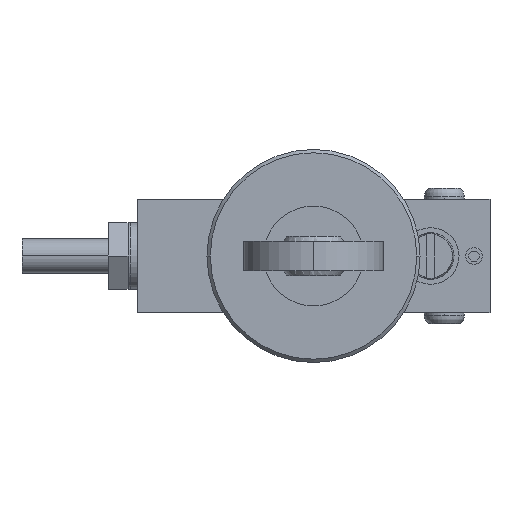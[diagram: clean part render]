
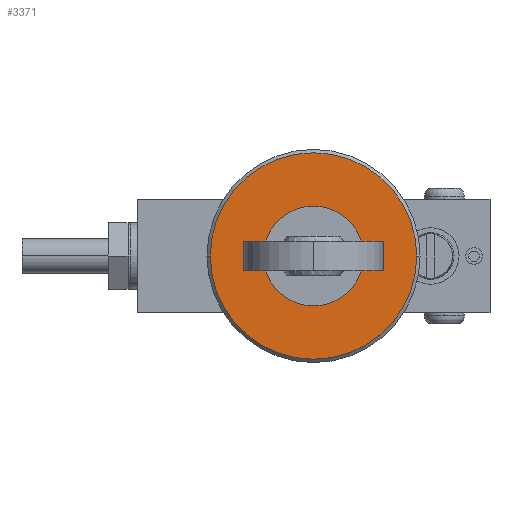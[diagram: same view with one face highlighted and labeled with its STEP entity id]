
A CAD part, front view. The second image highlights one B-rep face of the part: STEP entity #3371.
In plain terms, the highlighted planar face has unit normal (0, -1, 0).
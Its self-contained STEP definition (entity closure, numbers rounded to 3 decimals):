
#3371=ADVANCED_FACE('0:3239',(#6837,#6838),#6839,.T.);
#6837=FACE_BOUND('',#10661,.T.);
#6838=FACE_OUTER_BOUND('',#10662,.T.);
#6839=PLANE('',#10663);
#10661=EDGE_LOOP('',(#19734,#19735));
#10662=EDGE_LOOP('',(#19736,#19737));
#10663=AXIS2_PLACEMENT_3D('',#19738,#19739,#19740);
#19734=ORIENTED_EDGE('',*,*,#26486,.T.);
#19735=ORIENTED_EDGE('',*,*,#26487,.T.);
#19736=ORIENTED_EDGE('',*,*,#24055,.F.);
#19737=ORIENTED_EDGE('',*,*,#25795,.F.);
#19738=CARTESIAN_POINT('',(-11.75,0.0,0.0));
#19739=DIRECTION('',(0.0,-1.0,0.0));
#19740=DIRECTION('',(1.0,0.0,-0.0));
#24055=EDGE_CURVE('0:3492',#29004,#29000,#29006,.T.);
#25795=EDGE_CURVE('',#29000,#29004,#31672,.T.);
#26486=EDGE_CURVE('0:3269',#32544,#32545,#32546,.T.);
#26487=EDGE_CURVE('',#32545,#32544,#32547,.T.);
#29000=VERTEX_POINT('',#36325);
#29004=VERTEX_POINT('',#36330);
#29006=CIRCLE('',#36333,15.5);
#31672=CIRCLE('',#40894,15.5);
#32544=VERTEX_POINT('',#42274);
#32545=VERTEX_POINT('',#42275);
#32546=CIRCLE('',#42276,7.5);
#32547=CIRCLE('',#42277,7.5);
#36325=CARTESIAN_POINT('',(15.5,0.0,0.));
#36330=CARTESIAN_POINT('',(-15.5,0.0,0.));
#36333=AXIS2_PLACEMENT_3D('',#44255,#44256,#44257);
#40894=AXIS2_PLACEMENT_3D('',#45877,#45878,#45879);
#42274=CARTESIAN_POINT('',(-7.5,0.0,0.0));
#42275=CARTESIAN_POINT('',(7.5,0.0,0.));
#42276=AXIS2_PLACEMENT_3D('',#46438,#46439,#46440);
#42277=AXIS2_PLACEMENT_3D('',#46441,#46442,#46443);
#44255=CARTESIAN_POINT('',(0.0,0.0,0.0));
#44256=DIRECTION('',(-0.0,1.0,0.0));
#44257=DIRECTION('',(1.0,0.0,0.0));
#45877=CARTESIAN_POINT('',(0.0,0.0,0.0));
#45878=DIRECTION('',(-0.0,1.0,0.0));
#45879=DIRECTION('',(1.0,0.0,0.0));
#46438=CARTESIAN_POINT('',(0.0,0.0,0.0));
#46439=DIRECTION('',(0.0,1.0,-0.0));
#46440=DIRECTION('',(-1.0,0.0,0.0));
#46441=CARTESIAN_POINT('',(0.0,0.0,0.0));
#46442=DIRECTION('',(0.0,1.0,-0.0));
#46443=DIRECTION('',(-1.0,0.0,0.0));
